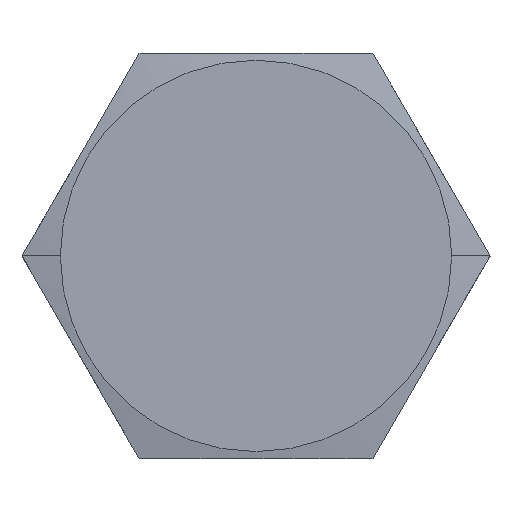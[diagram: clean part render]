
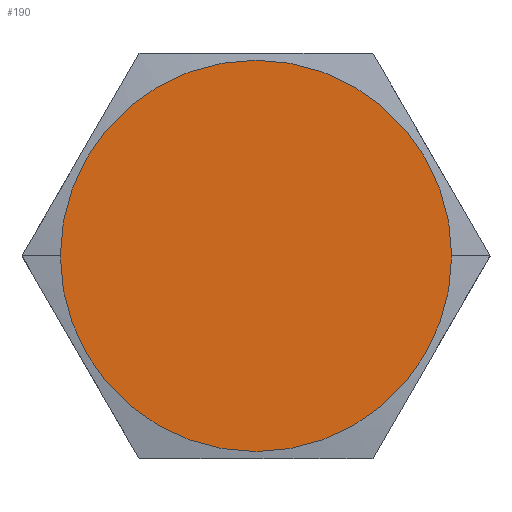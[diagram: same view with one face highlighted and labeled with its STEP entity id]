
A CAD part, top view. The second image highlights one B-rep face of the part: STEP entity #190.
In plain terms, the highlighted planar face has unit normal (0, 0, 1).
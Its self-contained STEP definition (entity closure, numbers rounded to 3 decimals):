
#38 = VERTEX_POINT ( 'NONE', #578 ) ;
#56 = EDGE_CURVE ( 'NONE', #66, #38, #631, .T. ) ;
#66 = VERTEX_POINT ( 'NONE', #566 ) ;
#175 = EDGE_CURVE ( 'NONE', #38, #66, #418, .T. ) ;
#190 = ADVANCED_FACE ( 'NONE', ( #397 ), #396, .F. ) ;
#198 = EDGE_LOOP ( 'NONE', ( #199, #200 ) ) ;
#199 = ORIENTED_EDGE ( 'NONE', *, *, #175, .T. ) ;
#200 = ORIENTED_EDGE ( 'NONE', *, *, #56, .T. ) ;
#385 = DIRECTION ( 'NONE',  ( -1., 0., 0. ) ) ;
#390 = DIRECTION ( 'NONE',  ( 0., 0., -1. ) ) ;
#391 = AXIS2_PLACEMENT_3D ( 'NONE', #395, #390, #385 ) ;
#395 = CARTESIAN_POINT ( 'NONE',  ( 0., 15.588, 11. ) ) ;
#396 = PLANE ( 'NONE',  #391 ) ;
#397 = FACE_OUTER_BOUND ( 'NONE', #198, .T. ) ;
#409 = CARTESIAN_POINT ( 'NONE',  ( 0., 0., 11. ) ) ;
#414 = DIRECTION ( 'NONE',  ( 1., 0., 0. ) ) ;
#415 = DIRECTION ( 'NONE',  ( 0., 0., 1. ) ) ;
#417 = AXIS2_PLACEMENT_3D ( 'NONE', #409, #415, #414 ) ;
#418 = CIRCLE ( 'NONE', #417, 13.033 ) ;
#566 = CARTESIAN_POINT ( 'NONE',  ( 13.033, 0., 11. ) ) ;
#578 = CARTESIAN_POINT ( 'NONE',  ( -13.033, 0., 11. ) ) ;
#627 = DIRECTION ( 'NONE',  ( 1., 0., 0. ) ) ;
#628 = DIRECTION ( 'NONE',  ( 0., 0., 1. ) ) ;
#629 = CARTESIAN_POINT ( 'NONE',  ( 0., 0., 11. ) ) ;
#630 = AXIS2_PLACEMENT_3D ( 'NONE', #629, #628, #627 ) ;
#631 = CIRCLE ( 'NONE', #630, 13.033 ) ;
